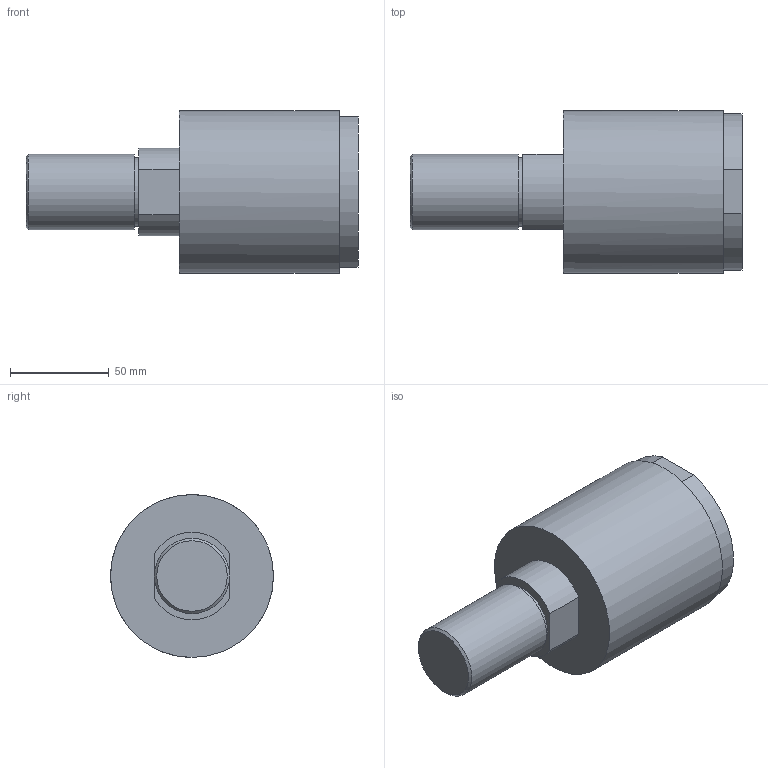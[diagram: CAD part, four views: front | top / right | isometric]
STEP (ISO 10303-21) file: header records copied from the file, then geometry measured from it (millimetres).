
FILE_DESCRIPTION(/* description */ (''),/* implementation_level */ '2;1');
FILE_NAME(/* name */ 'test.stp',/* time_stamp */ '2018-03-03T06:36:29-05:00',/* author */ (''),/* organization */ (''),/* preprocessor_version */ 'ST-DEVELOPER v16',/* originating_system */ 'SIEMENS PLM Software NX 11.0',/* authorisation */ '');
FILE_SCHEMA (('AUTOMOTIVE_DESIGN { 1 0 10303 214 3 1 1 1 }'));
Length unit declared in the file: inch
Products named in the file (1): AC1500_3D_bk
Bounding box: 168.28 x 82.55 x 82.55 mm (x, y, z)
Volume: 509479.7 mm3; surface area: 50840.7 mm2
Topology: 1 solids, 3 shells, 48 faces, 111 edges, 74 vertices
Faces by surface type: plane 39, cylinder 8, cone 1
Full cylindrical faces by diameter (mm): 34.925 x1, 38.1 x2, 82.55 x1
Entity records: 1340 total; most frequent: CARTESIAN_POINT 227, DIRECTION 220, ORIENTED_EDGE 210, EDGE_CURVE 105, LINE 88, VECTOR 88, VERTEX_POINT 73, AXIS2_PLACEMENT_3D 66
